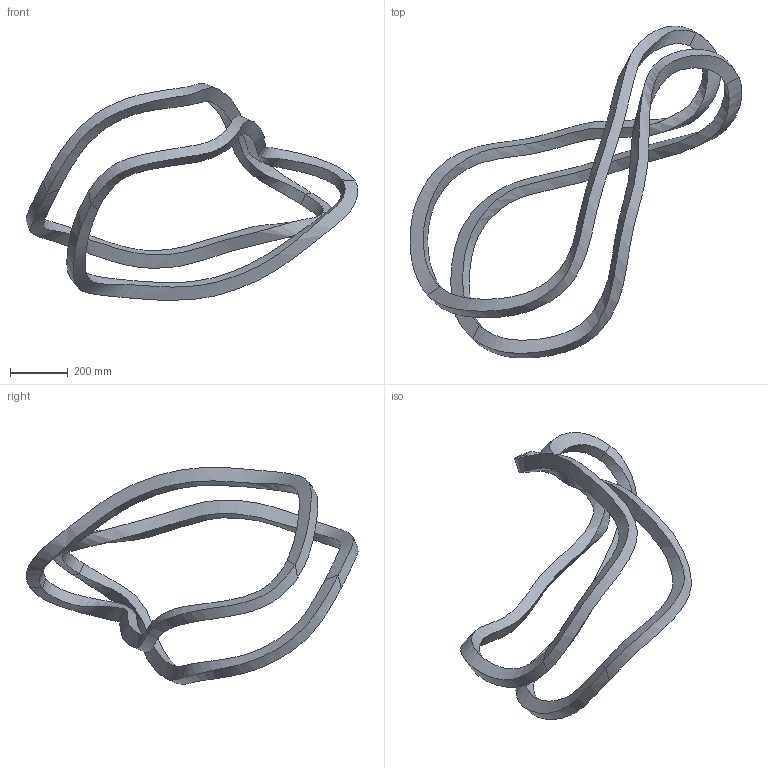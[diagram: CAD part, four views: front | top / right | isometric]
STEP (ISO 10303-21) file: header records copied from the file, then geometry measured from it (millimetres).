
FILE_DESCRIPTION(('STEP AP214'),'1');
FILE_NAME('magnet_geom.step','2025-05-13T15:48:31',('Cubit 2024.3'),(' '),'Spatial InterOp 3D',' ',' ');
FILE_SCHEMA(('AUTOMOTIVE_DESIGN { 1 0 10303 214 1 1 1 1 }'));
Length unit declared in the file: millimetre
Products named in the file (2): Open CASCADE STEP translator 7.7 1.10; Open CASCADE STEP translator 7.7 1
Bounding box: 1146.49 x 1146.72 x 749.15 mm (x, y, z)
Volume: 13541490.1 mm3; surface area: 1234684.8 mm2
Topology: 2 solids, 2 shells, 16 faces, 32 edges, 16 vertices
Faces by surface type: bspline 16
Entity records: 2867 total; most frequent: CARTESIAN_POINT 2618, ORIENTED_EDGE 64, EDGE_CURVE 32, B_SPLINE_CURVE_WITH_KNOTS 32, ADVANCED_FACE 16, FACE_OUTER_BOUND 16, B_SPLINE_SURFACE_WITH_KNOTS 16, EDGE_LOOP 16
